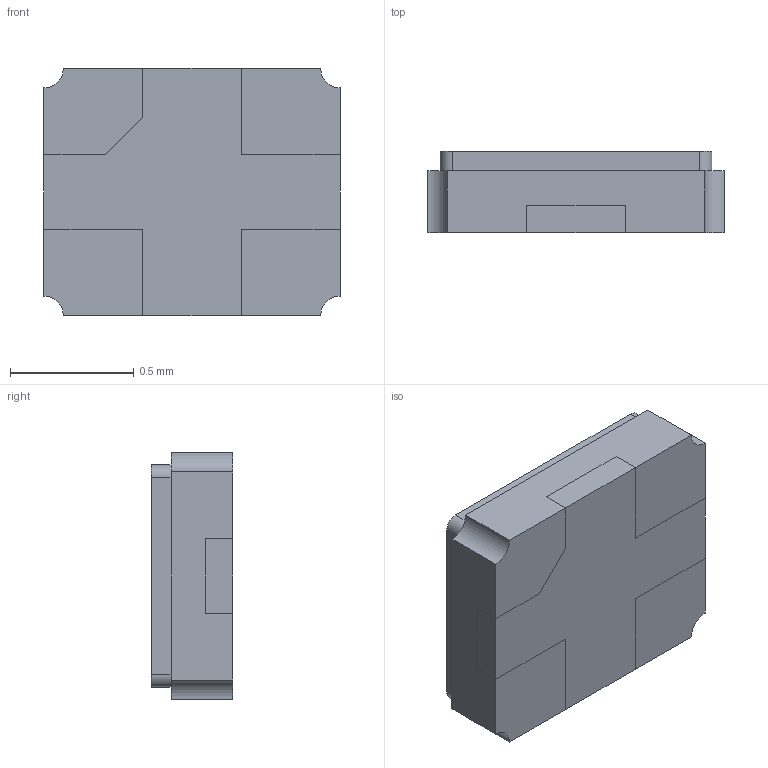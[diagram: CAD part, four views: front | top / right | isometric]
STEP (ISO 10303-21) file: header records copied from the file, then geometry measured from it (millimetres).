
FILE_DESCRIPTION (( 'STEP AP214' ), '1' );
FILE_NAME ('ECX 1048.STEP', '2017-12-09T00:10:43', ( '' ), ( '' ), 'SwSTEP 2.0', 'SolidWorks 2016', '' );
FILE_SCHEMA (( 'AUTOMOTIVE_DESIGN' ));
Length unit declared in the file: millimetre
Products named in the file (1): ECX 1048
Bounding box: 1.2 x 0.33 x 1 mm (x, y, z)
Volume: 0.4 mm3; surface area: 5.7 mm2
Topology: 2 solids, 2 shells, 47 faces, 126 edges, 84 vertices
Faces by surface type: plane 39, cylinder 8
Entity records: 1807 total; most frequent: CARTESIAN_POINT 258, ORIENTED_EDGE 252, DIRECTION 238, EDGE_CURVE 126, LINE 110, VECTOR 110, VERTEX_POINT 84, AXIS2_PLACEMENT_3D 64
